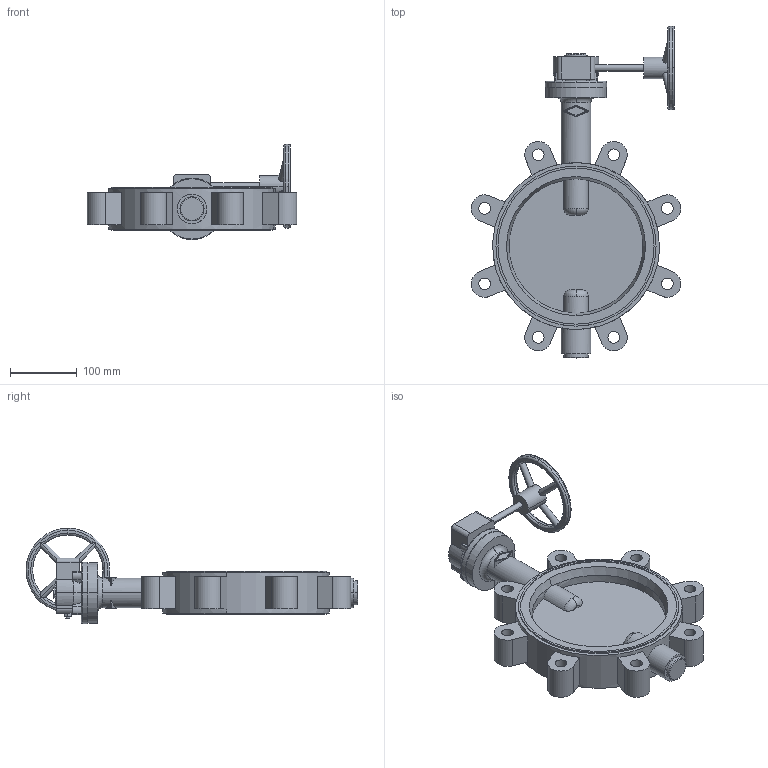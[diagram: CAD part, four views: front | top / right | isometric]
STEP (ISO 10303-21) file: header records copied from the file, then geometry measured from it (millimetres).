
FILE_DESCRIPTION( ( '' ), '1' );
FILE_NAME( 'c000005648.stp', '2015-06-02T12:17:33', ( '' ), ( '' ), ' ', ' ', ' ' );
FILE_SCHEMA( ( 'CONFIG_CONTROL_DESIGN' ) );
Length unit declared in the file: millimetre
Products named in the file (2): 1; 2
Bounding box: 312.51 x 495.5 x 142.5 mm (x, y, z)
Volume: 2622639.2 mm3; surface area: 331034.9 mm2
Topology: 2 solids, 2 shells, 292 faces, 792 edges, 528 vertices
Faces by surface type: plane 141, cylinder 114, torus 26, cone 11
Entity records: 11098 total; most frequent: CARTESIAN_POINT 3416, DIRECTION 1640, ORIENTED_EDGE 1584, EDGE_CURVE 792, AXIS2_PLACEMENT_3D 636, VERTEX_POINT 528, LINE 368, VECTOR 368
